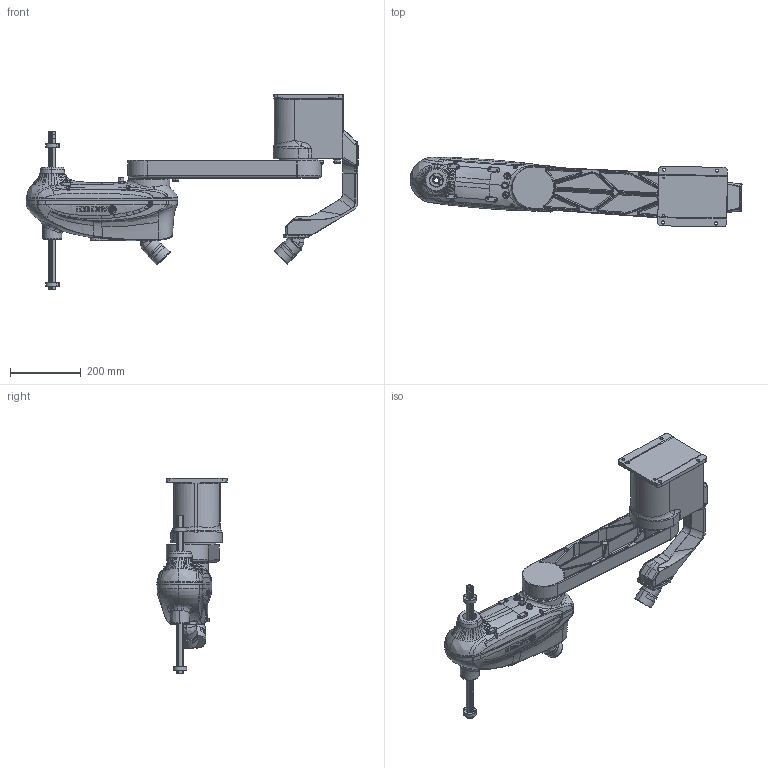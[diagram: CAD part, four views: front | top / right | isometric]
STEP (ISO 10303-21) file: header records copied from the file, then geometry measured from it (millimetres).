
FILE_DESCRIPTION (( 'STEP AP214' ), '1' );
FILE_NAME ('BR-06SC-700.STEP', '2024-03-26T09:16:44', ( '' ), ( '' ), 'SwSTEP 2.0', 'SolidWorks 2018', '' );
FILE_SCHEMA (( 'AUTOMOTIVE_DESIGN' ));
Length unit declared in the file: millimetre
Products named in the file (6): BR-06SC-700; MR06SC-700.sldasm-Part-2^BR-06SC-700(2)_BR-06SC-700; MR06SC-700.sldasm-Part-4^BR-06SC-700(2)_BR-06SC-700; BR-06SC-700(2)^BR-06SC-700; MR06SC-700.sldasm-Part-3^BR-06SC-700(2)_BR-06SC-700; MR06SC-700.sldasm-Part-1^BR-06SC-700(2)_BR-06SC-700
Assembly tree (5 placements, depth 3):
  BR-06SC-700
    BR-06SC-700(2)^BR-06SC-700
      MR06SC-700.sldasm-Part-1^BR-06SC-700(2)_BR-06SC-700
      MR06SC-700.sldasm-Part-2^BR-06SC-700(2)_BR-06SC-700
      MR06SC-700.sldasm-Part-3^BR-06SC-700(2)_BR-06SC-700
      MR06SC-700.sldasm-Part-4^BR-06SC-700(2)_BR-06SC-700
Bounding box: 941.77 x 198.91 x 555.21 mm (x, y, z)
Volume: 14921771.6 mm3; surface area: 896024.4 mm2
Topology: 4 solids, 4 shells, 1447 faces, 4423 edges, 3001 vertices
Faces by surface type: bspline 555, cylinder 392, plane 242, torus 161, cone 85, sphere 12
Entity records: 187352 total; most frequent: CARTESIAN_POINT 151606, ORIENTED_EDGE 8786, DIRECTION 5120, EDGE_CURVE 4393, VERTEX_POINT 3001, B_SPLINE_CURVE_WITH_KNOTS 2120, AXIS2_PLACEMENT_3D 2064, EDGE_LOOP 1550
